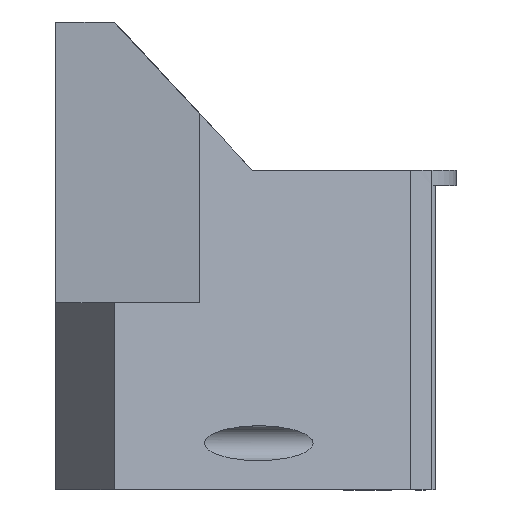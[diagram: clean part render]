
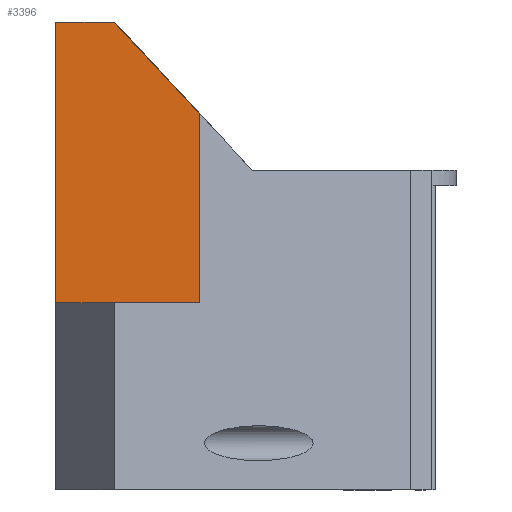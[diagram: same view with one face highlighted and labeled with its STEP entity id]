
A CAD part, front view. The second image highlights one B-rep face of the part: STEP entity #3396.
In plain terms, the highlighted planar face has unit normal (0, -1, 0).
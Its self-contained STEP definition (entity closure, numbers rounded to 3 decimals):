
#502 = PLANE('',#503);
#503 = AXIS2_PLACEMENT_3D('',#504,#505,#506);
#504 = CARTESIAN_POINT('',(-26.693,-20.,-26.));
#505 = DIRECTION('',(0.,-0.707,-0.707));
#506 = DIRECTION('',(0.,-0.707,0.707));
#530 = PLANE('',#531);
#531 = AXIS2_PLACEMENT_3D('',#532,#533,#534);
#532 = CARTESIAN_POINT('',(-26.693,-6.273,-4.683));
#533 = DIRECTION('',(-1.,0.,0.));
#534 = DIRECTION('',(0.,-1.,0.));
#676 = PLANE('',#677);
#677 = AXIS2_PLACEMENT_3D('',#678,#679,#680);
#678 = CARTESIAN_POINT('',(-21.699,-5000.,14.001));
#679 = DIRECTION('',(-0.732,0.,-0.682));
#680 = DIRECTION('',(0.682,0.,-0.732));
#957 = VERTEX_POINT('',#958);
#958 = CARTESIAN_POINT('',(-26.693,-36.,-10.));
#979 = EDGE_CURVE('',#957,#980,#982,.T.);
#980 = VERTEX_POINT('',#981);
#981 = CARTESIAN_POINT('',(-26.693,-36.,14.));
#982 = SURFACE_CURVE('',#983,(#987,#994),.PCURVE_S1.);
#983 = LINE('',#984,#985);
#984 = CARTESIAN_POINT('',(-26.693,-36.,-10.));
#985 = VECTOR('',#986,1.);
#986 = DIRECTION('',(0.,0.,1.));
#987 = PCURVE('',#530,#988);
#988 = DEFINITIONAL_REPRESENTATION('',(#989),#993);
#989 = LINE('',#990,#991);
#990 = CARTESIAN_POINT('',(29.727,-5.317));
#991 = VECTOR('',#992,1.);
#992 = DIRECTION('',(0.,1.));
#993 = ( GEOMETRIC_REPRESENTATION_CONTEXT(2) 
PARAMETRIC_REPRESENTATION_CONTEXT() REPRESENTATION_CONTEXT('2D SPACE',''
  ) );
#994 = PCURVE('',#995,#1000);
#995 = PLANE('',#996);
#996 = AXIS2_PLACEMENT_3D('',#997,#998,#999);
#997 = CARTESIAN_POINT('',(-20.554,-36.,2.));
#998 = DIRECTION('',(0.,-1.,0.));
#999 = DIRECTION('',(-1.,0.,0.));
#1000 = DEFINITIONAL_REPRESENTATION('',(#1001),#1005);
#1001 = LINE('',#1002,#1003);
#1002 = CARTESIAN_POINT('',(6.139,12.));
#1003 = VECTOR('',#1004,1.);
#1004 = DIRECTION('',(0.,-1.));
#1005 = ( GEOMETRIC_REPRESENTATION_CONTEXT(2) 
PARAMETRIC_REPRESENTATION_CONTEXT() REPRESENTATION_CONTEXT('2D SPACE',''
  ) );
#1023 = PLANE('',#1024);
#1024 = AXIS2_PLACEMENT_3D('',#1025,#1026,#1027);
#1025 = CARTESIAN_POINT('',(-13.832,-8.317,14.));
#1026 = DIRECTION('',(0.,0.,1.));
#1027 = DIRECTION('',(0.,1.,0.));
#1629 = VERTEX_POINT('',#1630);
#1630 = CARTESIAN_POINT('',(-21.693,-36.,-10.));
#1656 = EDGE_CURVE('',#957,#1629,#1657,.T.);
#1657 = SURFACE_CURVE('',#1658,(#1662,#1669),.PCURVE_S1.);
#1658 = LINE('',#1659,#1660);
#1659 = CARTESIAN_POINT('',(-26.693,-36.,-10.));
#1660 = VECTOR('',#1661,1.);
#1661 = DIRECTION('',(1.,0.,0.));
#1662 = PCURVE('',#502,#1663);
#1663 = DEFINITIONAL_REPRESENTATION('',(#1664),#1668);
#1664 = LINE('',#1665,#1666);
#1665 = CARTESIAN_POINT('',(22.627,-0.));
#1666 = VECTOR('',#1667,1.);
#1667 = DIRECTION('',(0.,-1.));
#1668 = ( GEOMETRIC_REPRESENTATION_CONTEXT(2) 
PARAMETRIC_REPRESENTATION_CONTEXT() REPRESENTATION_CONTEXT('2D SPACE',''
  ) );
#1669 = PCURVE('',#995,#1670);
#1670 = DEFINITIONAL_REPRESENTATION('',(#1671),#1675);
#1671 = LINE('',#1672,#1673);
#1672 = CARTESIAN_POINT('',(6.139,12.));
#1673 = VECTOR('',#1674,1.);
#1674 = DIRECTION('',(-1.,0.));
#1675 = ( GEOMETRIC_REPRESENTATION_CONTEXT(2) 
PARAMETRIC_REPRESENTATION_CONTEXT() REPRESENTATION_CONTEXT('2D SPACE',''
  ) );
#3032 = VERTEX_POINT('',#3033);
#3033 = CARTESIAN_POINT('',(-14.415,-36.,6.182));
#3046 = PLANE('',#3047);
#3047 = AXIS2_PLACEMENT_3D('',#3048,#3049,#3050);
#3048 = CARTESIAN_POINT('',(-14.415,-30.84,14.));
#3049 = DIRECTION('',(-1.,0.,0.));
#3050 = DIRECTION('',(0.,-1.,0.));
#3057 = EDGE_CURVE('',#3058,#3032,#3060,.T.);
#3058 = VERTEX_POINT('',#3059);
#3059 = CARTESIAN_POINT('',(-21.698,-36.,14.));
#3060 = SURFACE_CURVE('',#3061,(#3065,#3071),.PCURVE_S1.);
#3061 = LINE('',#3062,#3063);
#3062 = CARTESIAN_POINT('',(-18.44,-36.,10.503));
#3063 = VECTOR('',#3064,1.);
#3064 = DIRECTION('',(0.682,0.,-0.732));
#3065 = PCURVE('',#676,#3066);
#3066 = DEFINITIONAL_REPRESENTATION('',(#3067),#3070);
#3067 = B_SPLINE_CURVE_WITH_KNOTS('',1,(#3068,#3069),.UNSPECIFIED.,.F.,
  .F.,(2,2),(-4.78,5.906),.PIECEWISE_BEZIER_KNOTS.);
#3068 = CARTESIAN_POINT('',(0.001,-4964.));
#3069 = CARTESIAN_POINT('',(10.686,-4964.));
#3070 = ( GEOMETRIC_REPRESENTATION_CONTEXT(2) 
PARAMETRIC_REPRESENTATION_CONTEXT() REPRESENTATION_CONTEXT('2D SPACE',''
  ) );
#3071 = PCURVE('',#995,#3072);
#3072 = DEFINITIONAL_REPRESENTATION('',(#3073),#3076);
#3073 = B_SPLINE_CURVE_WITH_KNOTS('',1,(#3074,#3075),.UNSPECIFIED.,.F.,
  .F.,(2,2),(-4.78,5.906),.PIECEWISE_BEZIER_KNOTS.);
#3074 = CARTESIAN_POINT('',(1.144,-12.));
#3075 = CARTESIAN_POINT('',(-6.139,-4.182));
#3076 = ( GEOMETRIC_REPRESENTATION_CONTEXT(2) 
PARAMETRIC_REPRESENTATION_CONTEXT() REPRESENTATION_CONTEXT('2D SPACE',''
  ) );
#3353 = EDGE_CURVE('',#980,#3058,#3354,.T.);
#3354 = SURFACE_CURVE('',#3355,(#3359,#3366),.PCURVE_S1.);
#3355 = LINE('',#3356,#3357);
#3356 = CARTESIAN_POINT('',(-26.693,-36.,14.));
#3357 = VECTOR('',#3358,1.);
#3358 = DIRECTION('',(1.,0.,0.));
#3359 = PCURVE('',#1023,#3360);
#3360 = DEFINITIONAL_REPRESENTATION('',(#3361),#3365);
#3361 = LINE('',#3362,#3363);
#3362 = CARTESIAN_POINT('',(-27.683,12.862));
#3363 = VECTOR('',#3364,1.);
#3364 = DIRECTION('',(0.,-1.));
#3365 = ( GEOMETRIC_REPRESENTATION_CONTEXT(2) 
PARAMETRIC_REPRESENTATION_CONTEXT() REPRESENTATION_CONTEXT('2D SPACE',''
  ) );
#3366 = PCURVE('',#995,#3367);
#3367 = DEFINITIONAL_REPRESENTATION('',(#3368),#3372);
#3368 = LINE('',#3369,#3370);
#3369 = CARTESIAN_POINT('',(6.139,-12.));
#3370 = VECTOR('',#3371,1.);
#3371 = DIRECTION('',(-1.,0.));
#3372 = ( GEOMETRIC_REPRESENTATION_CONTEXT(2) 
PARAMETRIC_REPRESENTATION_CONTEXT() REPRESENTATION_CONTEXT('2D SPACE',''
  ) );
#3396 = ADVANCED_FACE('',(#3397),#995,.T.);
#3397 = FACE_BOUND('',#3398,.T.);
#3398 = EDGE_LOOP('',(#3399,#3400,#3401,#3429,#3450,#3451));
#3399 = ORIENTED_EDGE('',*,*,#979,.F.);
#3400 = ORIENTED_EDGE('',*,*,#1656,.T.);
#3401 = ORIENTED_EDGE('',*,*,#3402,.F.);
#3402 = EDGE_CURVE('',#3403,#1629,#3405,.T.);
#3403 = VERTEX_POINT('',#3404);
#3404 = CARTESIAN_POINT('',(-14.415,-36.,-10.));
#3405 = SURFACE_CURVE('',#3406,(#3410,#3417),.PCURVE_S1.);
#3406 = LINE('',#3407,#3408);
#3407 = CARTESIAN_POINT('',(-14.415,-36.,-10.));
#3408 = VECTOR('',#3409,1.);
#3409 = DIRECTION('',(-1.,0.,0.));
#3410 = PCURVE('',#995,#3411);
#3411 = DEFINITIONAL_REPRESENTATION('',(#3412),#3416);
#3412 = LINE('',#3413,#3414);
#3413 = CARTESIAN_POINT('',(-6.139,12.));
#3414 = VECTOR('',#3415,1.);
#3415 = DIRECTION('',(1.,-0.));
#3416 = ( GEOMETRIC_REPRESENTATION_CONTEXT(2) 
PARAMETRIC_REPRESENTATION_CONTEXT() REPRESENTATION_CONTEXT('2D SPACE',''
  ) );
#3417 = PCURVE('',#3418,#3423);
#3418 = PLANE('',#3419);
#3419 = AXIS2_PLACEMENT_3D('',#3420,#3421,#3422);
#3420 = CARTESIAN_POINT('',(-17.51,-34.159,-10.));
#3421 = DIRECTION('',(-0.,0.,-1.));
#3422 = DIRECTION('',(-1.,0.,0.));
#3423 = DEFINITIONAL_REPRESENTATION('',(#3424),#3428);
#3424 = LINE('',#3425,#3426);
#3425 = CARTESIAN_POINT('',(-3.096,-1.841));
#3426 = VECTOR('',#3427,1.);
#3427 = DIRECTION('',(1.,0.));
#3428 = ( GEOMETRIC_REPRESENTATION_CONTEXT(2) 
PARAMETRIC_REPRESENTATION_CONTEXT() REPRESENTATION_CONTEXT('2D SPACE',''
  ) );
#3429 = ORIENTED_EDGE('',*,*,#3430,.F.);
#3430 = EDGE_CURVE('',#3032,#3403,#3431,.T.);
#3431 = SURFACE_CURVE('',#3432,(#3436,#3443),.PCURVE_S1.);
#3432 = LINE('',#3433,#3434);
#3433 = CARTESIAN_POINT('',(-14.415,-36.,14.));
#3434 = VECTOR('',#3435,1.);
#3435 = DIRECTION('',(-0.,0.,-1.));
#3436 = PCURVE('',#995,#3437);
#3437 = DEFINITIONAL_REPRESENTATION('',(#3438),#3442);
#3438 = LINE('',#3439,#3440);
#3439 = CARTESIAN_POINT('',(-6.139,-12.));
#3440 = VECTOR('',#3441,1.);
#3441 = DIRECTION('',(0.,1.));
#3442 = ( GEOMETRIC_REPRESENTATION_CONTEXT(2) 
PARAMETRIC_REPRESENTATION_CONTEXT() REPRESENTATION_CONTEXT('2D SPACE',''
  ) );
#3443 = PCURVE('',#3046,#3444);
#3444 = DEFINITIONAL_REPRESENTATION('',(#3445),#3449);
#3445 = LINE('',#3446,#3447);
#3446 = CARTESIAN_POINT('',(5.16,0.));
#3447 = VECTOR('',#3448,1.);
#3448 = DIRECTION('',(0.,-1.));
#3449 = ( GEOMETRIC_REPRESENTATION_CONTEXT(2) 
PARAMETRIC_REPRESENTATION_CONTEXT() REPRESENTATION_CONTEXT('2D SPACE',''
  ) );
#3450 = ORIENTED_EDGE('',*,*,#3057,.F.);
#3451 = ORIENTED_EDGE('',*,*,#3353,.F.);
